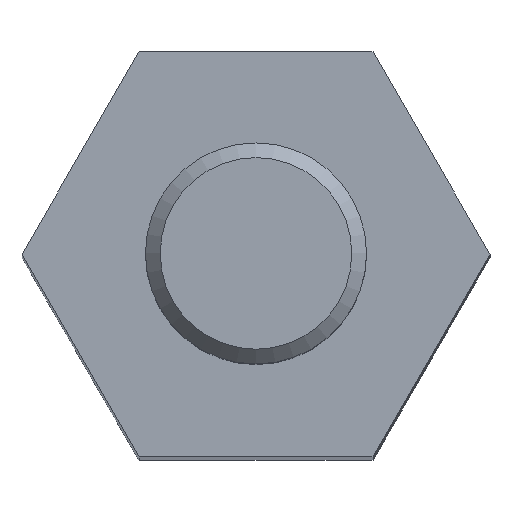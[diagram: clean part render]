
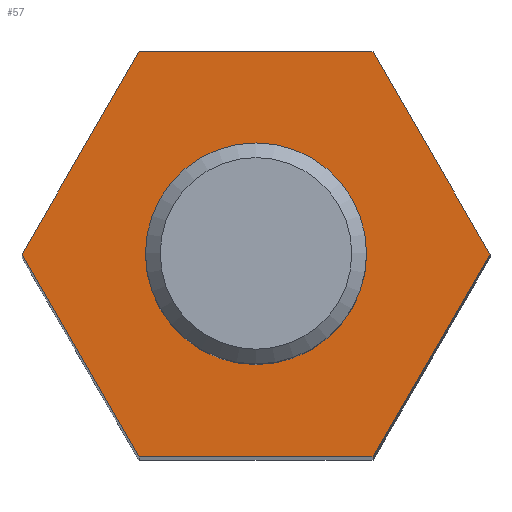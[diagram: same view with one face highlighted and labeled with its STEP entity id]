
A CAD part, top view. The second image highlights one B-rep face of the part: STEP entity #57.
In plain terms, the highlighted planar face has unit normal (0, 0, 1).
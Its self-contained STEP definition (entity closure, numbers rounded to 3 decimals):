
#57 = ADVANCED_FACE( '', ( #129, #130 ), #131, .T. );
#129 = FACE_BOUND( '', #223, .T. );
#130 = FACE_OUTER_BOUND( '', #224, .T. );
#131 = PLANE( '', #225 );
#223 = EDGE_LOOP( '', ( #327 ) );
#224 = EDGE_LOOP( '', ( #328, #329, #330, #331, #332, #333 ) );
#225 = AXIS2_PLACEMENT_3D( '', #334, #335, #336 );
#327 = ORIENTED_EDGE( '', *, *, #498, .T. );
#328 = ORIENTED_EDGE( '', *, *, #499, .T. );
#329 = ORIENTED_EDGE( '', *, *, #500, .T. );
#330 = ORIENTED_EDGE( '', *, *, #501, .T. );
#331 = ORIENTED_EDGE( '', *, *, #491, .T. );
#332 = ORIENTED_EDGE( '', *, *, #502, .T. );
#333 = ORIENTED_EDGE( '', *, *, #503, .T. );
#334 = CARTESIAN_POINT( '', ( 0., 0., 28. ) );
#335 = DIRECTION( '', ( 0., 0., 1. ) );
#336 = DIRECTION( '', ( 1., 0., 0. ) );
#491 = EDGE_CURVE( '', #567, #565, #568, .T. );
#498 = EDGE_CURVE( '', #578, #578, #579, .F. );
#499 = EDGE_CURVE( '', #580, #581, #582, .T. );
#500 = EDGE_CURVE( '', #581, #583, #584, .T. );
#501 = EDGE_CURVE( '', #583, #567, #585, .T. );
#502 = EDGE_CURVE( '', #565, #586, #587, .T. );
#503 = EDGE_CURVE( '', #586, #580, #588, .T. );
#565 = VERTEX_POINT( '', #693 );
#567 = VERTEX_POINT( '', #696 );
#568 = LINE( '', #697, #698 );
#578 = VERTEX_POINT( '', #716 );
#579 = CIRCLE( '', #717, 1.267 );
#580 = VERTEX_POINT( '', #718 );
#581 = VERTEX_POINT( '', #719 );
#582 = LINE( '', #720, #721 );
#583 = VERTEX_POINT( '', #722 );
#584 = LINE( '', #723, #724 );
#585 = LINE( '', #725, #726 );
#586 = VERTEX_POINT( '', #727 );
#587 = LINE( '', #728, #729 );
#588 = LINE( '', #730, #731 );
#693 = CARTESIAN_POINT( '', ( 1.588, -2.75, 28. ) );
#696 = CARTESIAN_POINT( '', ( -1.588, -2.75, 28. ) );
#697 = CARTESIAN_POINT( '', ( -1.588, -2.75, 28. ) );
#698 = VECTOR( '', #832, 1000. );
#716 = CARTESIAN_POINT( '', ( 1.267, 0., 28. ) );
#717 = AXIS2_PLACEMENT_3D( '', #840, #841, #842 );
#718 = CARTESIAN_POINT( '', ( 1.588, 2.75, 28. ) );
#719 = CARTESIAN_POINT( '', ( -1.588, 2.75, 28. ) );
#720 = CARTESIAN_POINT( '', ( 1.588, 2.75, 28. ) );
#721 = VECTOR( '', #843, 1000. );
#722 = CARTESIAN_POINT( '', ( -3.175, 0., 28. ) );
#723 = CARTESIAN_POINT( '', ( -1.588, 2.75, 28. ) );
#724 = VECTOR( '', #844, 1000. );
#725 = CARTESIAN_POINT( '', ( -3.175, 0., 28. ) );
#726 = VECTOR( '', #845, 1000. );
#727 = CARTESIAN_POINT( '', ( 3.175, 0., 28. ) );
#728 = CARTESIAN_POINT( '', ( 1.588, -2.75, 28. ) );
#729 = VECTOR( '', #846, 1000. );
#730 = CARTESIAN_POINT( '', ( 3.175, 0., 28. ) );
#731 = VECTOR( '', #847, 1000. );
#832 = DIRECTION( '', ( 1., 0., 0. ) );
#840 = CARTESIAN_POINT( '', ( 0., 0., 28. ) );
#841 = DIRECTION( '', ( 0., 0., 1. ) );
#842 = DIRECTION( '', ( 1., 0., 0. ) );
#843 = DIRECTION( '', ( -1., 0., 0. ) );
#844 = DIRECTION( '', ( -0.5, -0.866, 0. ) );
#845 = DIRECTION( '', ( 0.5, -0.866, 0. ) );
#846 = DIRECTION( '', ( 0.5, 0.866, 0. ) );
#847 = DIRECTION( '', ( -0.5, 0.866, 0. ) );
